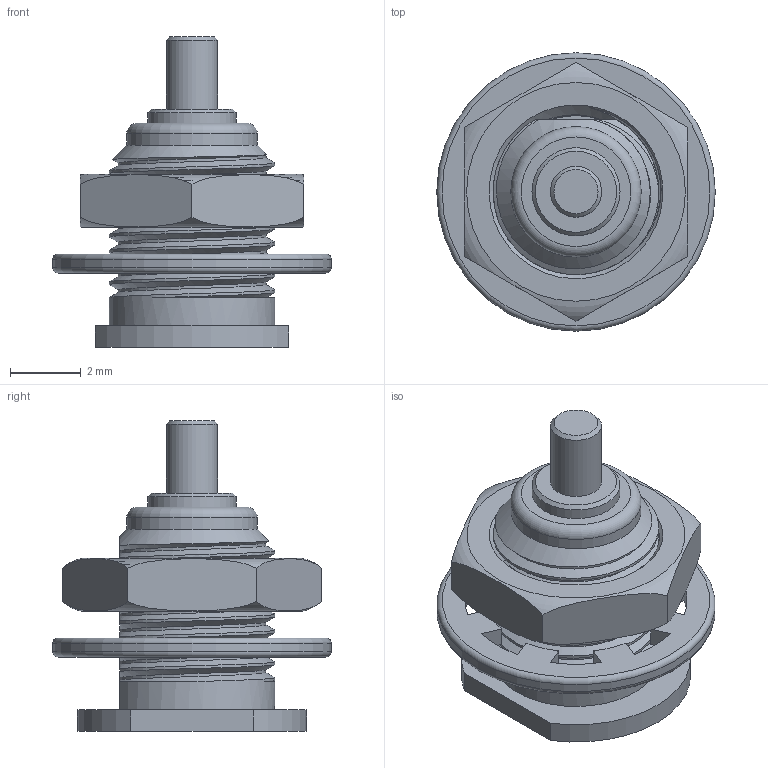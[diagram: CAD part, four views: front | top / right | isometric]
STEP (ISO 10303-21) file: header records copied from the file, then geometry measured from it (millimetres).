
FILE_DESCRIPTION(/* description */ ('Unknown'),/* implementation_level */ '2;1');
FILE_NAME(/* name */ '60612432111512',/* time_stamp */ '2019-03-21T10:14:43+01:00',/* author */ ('Unknown'),/* organization */ ('Unknown'),/* preprocessor_version */ 'ST-DEVELOPER v16.7',/* originating_system */ 'DEX',/* authorisation */ $);
FILE_SCHEMA (('AUTOMOTIVE_DESIGN {1 0 10303 214 3 1 1}'));
Length unit declared in the file: millimetre
Products named in the file (1): 60612432111512
Bounding box: 7.9 x 7.9 x 8.8 mm (x, y, z)
Volume: 113.6 mm3; surface area: 422.6 mm2
Topology: 2 solids, 2 shells, 133 faces, 375 edges, 250 vertices
Faces by surface type: cylinder 51, plane 45, bspline 22, cone 10, torus 5
Full cylindrical faces by diameter (mm): 0.96 x1, 1.45 x1, 1.89 x1, 2.5 x1, 2.501 x1, 2.9 x1, 3.45 x1, 3.69 x1, 3.7 x1, 7.9 x1
Entity records: 12074 total; most frequent: CARTESIAN_POINT 8378, ORIENTED_EDGE 676, DIRECTION 537, EDGE_CURVE 338, VERTEX_POINT 235, AXIS2_PLACEMENT_3D 205, EDGE_LOOP 167, FACE_BOUND 167
